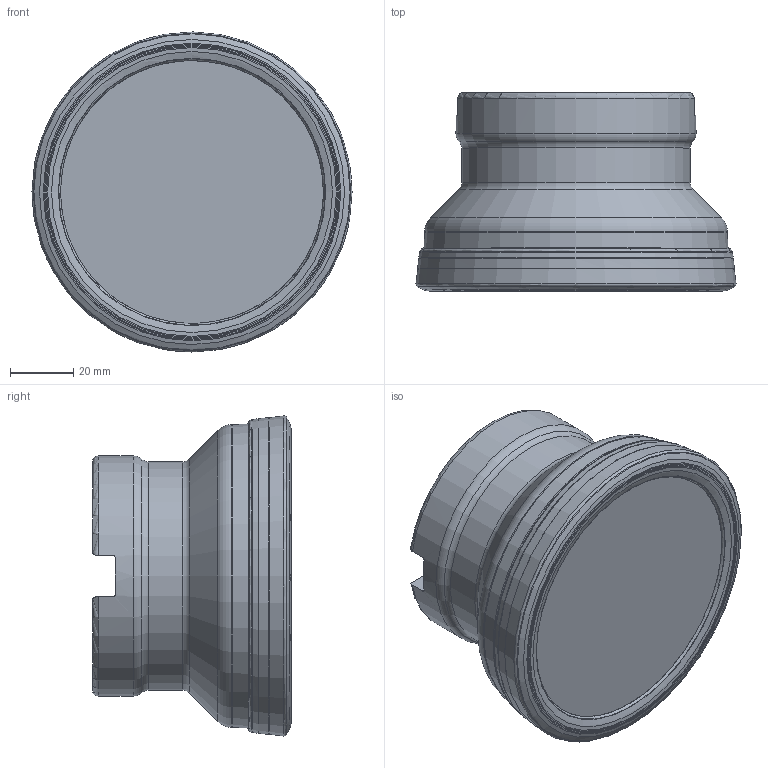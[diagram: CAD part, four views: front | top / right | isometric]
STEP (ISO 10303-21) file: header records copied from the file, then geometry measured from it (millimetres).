
FILE_DESCRIPTION(/* description */ (''),/* implementation_level */ '2;1');
FILE_NAME(/* name */ 'FHF-ENMX09-D400Z10S125.stp',/* time_stamp */ '2021-10-07T10:28:21+09:00',/* author */ (''),/* organization */ (''),/* preprocessor_version */ 'ST-DEVELOPER v16',/* originating_system */ 'SIEMENS PLM Software NX 10.0',/* authorisation */ '');
FILE_SCHEMA (('AP203_CONFIGURATION_CONTROLLED_3D_DESIGN_OF_MECHANICAL_PARTS_AND_ASSEMBLIES_MIM_LF { 1 0 10303 403 2 1 2}'));
Length unit declared in the file: millimetre
Products named in the file (1): 120185C07CB1h851
Bounding box: 101.6 x 63.02 x 101.61 mm (x, y, z)
Volume: 308288.5 mm3; surface area: 38017.2 mm2
Topology: 1 solids, 1 shells, 70 faces, 187 edges, 122 vertices
Faces by surface type: revolution 24, plane 17, cylinder 11, torus 10, cone 7, bspline 1
Full cylindrical faces by diameter (mm): 18 x1, 31.75 x1, 32.75 x1, 45 x1, 72.6 x1, 76.2 x1, 96.037 x1
Entity records: 2347 total; most frequent: CARTESIAN_POINT 900, DIRECTION 261, ORIENTED_EDGE 224, EDGE_LOOP 116, EDGE_CURVE 112, AXIS2_PLACEMENT_3D 105, FACE_BOUND 92, VERTEX_POINT 90
